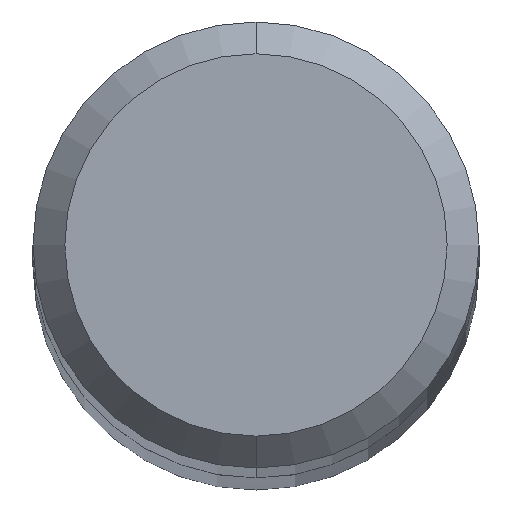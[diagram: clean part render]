
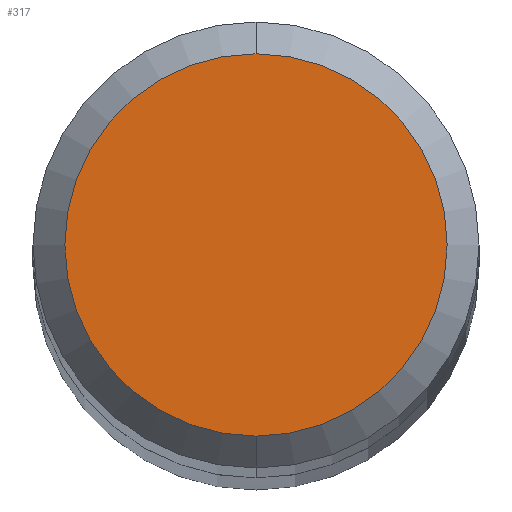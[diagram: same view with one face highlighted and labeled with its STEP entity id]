
A CAD part, top view. The second image highlights one B-rep face of the part: STEP entity #317.
In plain terms, the highlighted planar face has unit normal (0, 0, 1).
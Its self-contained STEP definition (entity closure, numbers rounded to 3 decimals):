
#197=VERTEX_POINT('',#477);
#205=EDGE_CURVE('',#197,#375,#485,.T.);
#219=EDGE_CURVE('',#375,#197,#499,.T.);
#317=ADVANCED_FACE('',(#605),#606,.T.);
#375=VERTEX_POINT('',#673);
#477=CARTESIAN_POINT('',(0.0,2.4,0.0));
#485=CIRCLE('',#791,2.4);
#499=CIRCLE('',#822,2.4);
#605=FACE_OUTER_BOUND('',#1101,.T.);
#606=PLANE('',#1102);
#673=CARTESIAN_POINT('',(0.,-2.4,0.0));
#791=AXIS2_PLACEMENT_3D('',#1361,#1362,#1363);
#822=AXIS2_PLACEMENT_3D('',#1372,#1373,#1374);
#1101=EDGE_LOOP('',(#1475,#1476));
#1102=AXIS2_PLACEMENT_3D('',#1477,#1478,#1479);
#1361=CARTESIAN_POINT('',(0.0,0.0,0.0));
#1362=DIRECTION('',(0.0,0.0,-1.0));
#1363=DIRECTION('',(0.0,1.0,0.0));
#1372=CARTESIAN_POINT('',(0.0,0.0,0.0));
#1373=DIRECTION('',(0.0,0.0,-1.0));
#1374=DIRECTION('',(0.0,1.0,0.0));
#1475=ORIENTED_EDGE('',*,*,#205,.F.);
#1476=ORIENTED_EDGE('',*,*,#219,.F.);
#1477=CARTESIAN_POINT('',(0.0,1.2,0.0));
#1478=DIRECTION('',(-0.0,0.0,1.0));
#1479=DIRECTION('',(0.0,-1.0,0.0));
